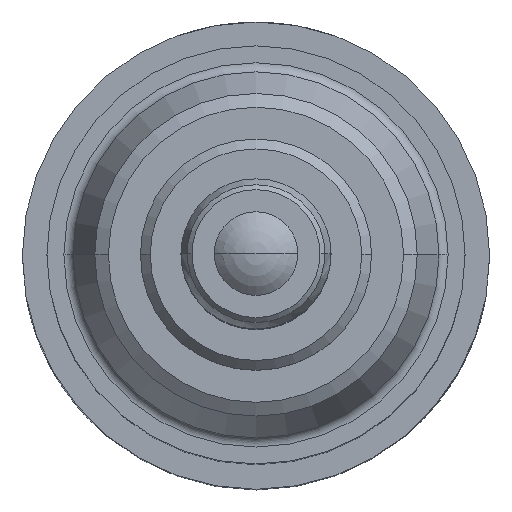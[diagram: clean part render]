
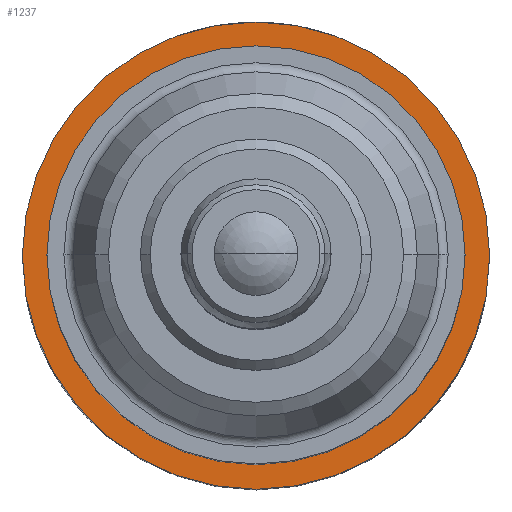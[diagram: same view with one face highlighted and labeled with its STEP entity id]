
A CAD part, top view. The second image highlights one B-rep face of the part: STEP entity #1237.
In plain terms, the highlighted planar face has unit normal (0, 0, 1).
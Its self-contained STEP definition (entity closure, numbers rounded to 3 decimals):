
#927=CARTESIAN_POINT('POINT50',(10.795,0.,-61.341));
#928=VERTEX_POINT('VERTEX50',#927);
#935=CARTESIAN_POINT('POINT51',(-10.795,0.,
   -61.341));
#936=VERTEX_POINT('VERTEX51',#935);
#937=CARTESIAN_POINT('POS102',(0.,0.,-61.341));
#938=DIRECTION('DIR178',(0.,0.,-1.));
#939=DIRECTION('DIR179',(1.,0.,0.));
#940=AXIS2_PLACEMENT_3D('AXIS77',#937,#938,#939);
#941=CIRCLE('ELLIPSE53',#940,10.795);
#942=EDGE_CURVE('EDGE78',#928,#936,#941,.F.);
#960=CARTESIAN_POINT('POS105',(0.,0.,-61.341));
#961=DIRECTION('DIR183',(0.,0.,-1.));
#962=DIRECTION('DIR184',(1.,0.,0.));
#963=AXIS2_PLACEMENT_3D('AXIS79',#960,#961,#962);
#964=CIRCLE('ELLIPSE54',#963,10.795);
#965=EDGE_CURVE('EDGE80',#928,#936,#964,.T.);
#1208=ORIENTED_EDGE('COEDGE173',*,*,#965,.T.);
#1209=ORIENTED_EDGE('COEDGE174',*,*,#942,.F.);
#1210=EDGE_LOOP('NONE',(#1208,#1209));
#1211=FACE_BOUND('LOOP1',#1210,.T.);
#1212=CARTESIAN_POINT('POINT58',(-12.065,0.,
   -61.341));
#1213=VERTEX_POINT('VERTEX58',#1212);
#1214=CARTESIAN_POINT('POINT59',(12.065,0.,-61.341));
#1215=VERTEX_POINT('VERTEX59',#1214);
#1216=CARTESIAN_POINT('POS115',(0.,0.,-61.341));
#1217=DIRECTION('DIR199',(0.,0.,1.));
#1218=DIRECTION('DIR200',(1.,0.,0.));
#1219=AXIS2_PLACEMENT_3D('AXIS85',#1216,#1217,#1218);
#1220=CIRCLE('ELLIPSE57',#1219,12.065);
#1221=EDGE_CURVE('EDGE91',#1213,#1215,#1220,.F.);
#1222=ORIENTED_EDGE('COEDGE175',*,*,#1221,.F.);
#1223=CARTESIAN_POINT('POS116',(0.,0.,-61.341));
#1224=DIRECTION('DIR201',(0.,0.,1.));
#1225=DIRECTION('DIR202',(1.,0.,0.));
#1226=AXIS2_PLACEMENT_3D('AXIS86',#1223,#1224,#1225);
#1227=CIRCLE('ELLIPSE58',#1226,12.065);
#1228=EDGE_CURVE('EDGE92',#1215,#1213,#1227,.F.);
#1229=ORIENTED_EDGE('COEDGE176',*,*,#1228,.F.);
#1230=EDGE_LOOP('NONE',(#1222,#1229));
#1231=FACE_BOUND('LOOP1',#1230,.T.);
#1232=CARTESIAN_POINT('POS117',(0.,0.,-61.341));
#1233=DIRECTION('DIR203',(0.,0.,-1.));
#1234=DIRECTION('DIR204',(1.,0.,0.));
#1235=AXIS2_PLACEMENT_3D('AXIS87',#1232,#1233,#1234);
#1236=PLANE('PLANE12',#1235);
#1237=ADVANCED_FACE('FACE46',(#1211,#1231),#1236,.F.);
